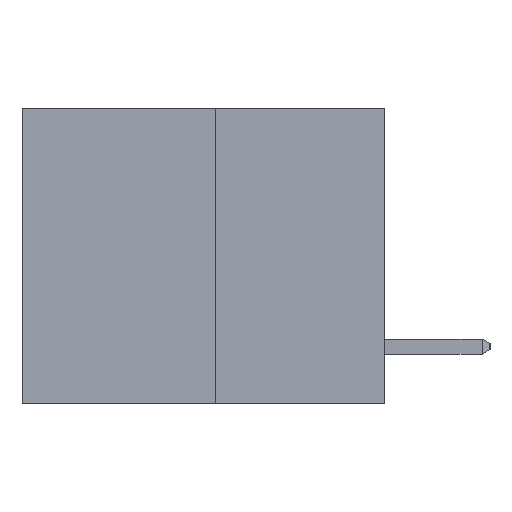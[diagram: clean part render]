
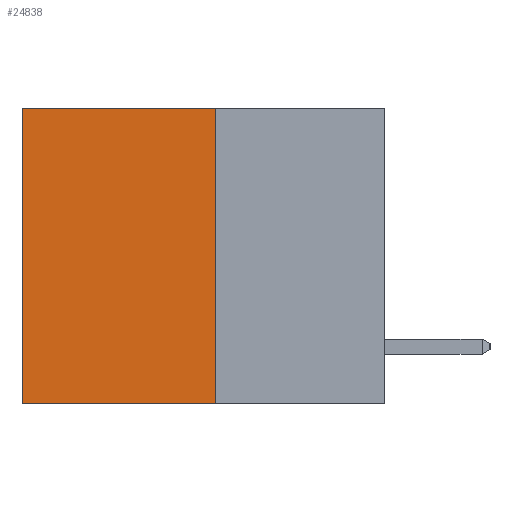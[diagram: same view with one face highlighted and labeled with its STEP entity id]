
A CAD part, left-side view. The second image highlights one B-rep face of the part: STEP entity #24838.
In plain terms, the highlighted planar face has unit normal (-1, 0, 0).
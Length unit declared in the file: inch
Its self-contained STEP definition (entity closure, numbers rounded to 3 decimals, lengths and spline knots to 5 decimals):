
#407 = VERTEX_POINT ( 'NONE', #12136 ) ;
#1795 = VECTOR ( 'NONE', #6497, 39.37008 ) ;
#2506 = PLANE ( 'NONE',  #15222 ) ;
#2665 = DIRECTION ( 'NONE',  ( 0., 1., 0. ) ) ;
#4540 = VECTOR ( 'NONE', #2665, 39.37008 ) ;
#4907 = ORIENTED_EDGE ( 'NONE', *, *, #25009, .T. ) ;
#6497 = DIRECTION ( 'NONE',  ( 0., 0., -1. ) ) ;
#7716 = DIRECTION ( 'NONE',  ( 0., 1., 0. ) ) ;
#9660 = CARTESIAN_POINT ( 'NONE',  ( 0.3165, 0.28, 0. ) ) ;
#10215 = VERTEX_POINT ( 'NONE', #9660 ) ;
#10358 = FACE_OUTER_BOUND ( 'NONE', #20077, .T. ) ;
#10467 = DIRECTION ( 'NONE',  ( 0., 0., -1. ) ) ;
#10990 = CARTESIAN_POINT ( 'NONE',  ( 0.3165, 0.6, -0.49 ) ) ;
#12136 = CARTESIAN_POINT ( 'NONE',  ( 0.3165, 0.6, -0.49 ) ) ;
#12617 = CARTESIAN_POINT ( 'NONE',  ( 0.3165, 0.28, -0.49 ) ) ;
#13343 = CARTESIAN_POINT ( 'NONE',  ( 0.3165, 0.28, -0.49 ) ) ;
#13536 = CARTESIAN_POINT ( 'NONE',  ( 0.3165, 0.28, -0.49 ) ) ;
#14267 = EDGE_CURVE ( 'NONE', #24406, #407, #24103, .T. ) ;
#14802 = ORIENTED_EDGE ( 'NONE', *, *, #24769, .F. ) ;
#15222 = AXIS2_PLACEMENT_3D ( 'NONE', #23923, #21561, #10467 ) ;
#16719 = EDGE_CURVE ( 'NONE', #22142, #407, #23197, .T. ) ;
#17659 = LINE ( 'NONE', #20509, #4540 ) ;
#18119 = VECTOR ( 'NONE', #18832, 39.37008 ) ;
#18180 = ORIENTED_EDGE ( 'NONE', *, *, #14267, .F. ) ;
#18832 = DIRECTION ( 'NONE',  ( 0., 0., -1. ) ) ;
#19605 = ORIENTED_EDGE ( 'NONE', *, *, #16719, .T. ) ;
#20077 = EDGE_LOOP ( 'NONE', ( #19605, #18180, #14802, #4907 ) ) ;
#20509 = CARTESIAN_POINT ( 'NONE',  ( 0.3165, 0.28, 0. ) ) ;
#20819 = VECTOR ( 'NONE', #7716, 39.37008 ) ;
#21295 = LINE ( 'NONE', #13343, #1795 ) ;
#21561 = DIRECTION ( 'NONE',  ( 1., 0., 0. ) ) ;
#22142 = VERTEX_POINT ( 'NONE', #24358 ) ;
#23197 = LINE ( 'NONE', #10990, #18119 ) ;
#23923 = CARTESIAN_POINT ( 'NONE',  ( 0.3165, 0.28, -0.49 ) ) ;
#24103 = LINE ( 'NONE', #13536, #20819 ) ;
#24358 = CARTESIAN_POINT ( 'NONE',  ( 0.3165, 0.6, 0. ) ) ;
#24406 = VERTEX_POINT ( 'NONE', #12617 ) ;
#24769 = EDGE_CURVE ( 'NONE', #10215, #24406, #21295, .T. ) ;
#24838 = ADVANCED_FACE ( 'NONE', ( #10358 ), #2506, .F. ) ;
#25009 = EDGE_CURVE ( 'NONE', #10215, #22142, #17659, .T. ) ;
